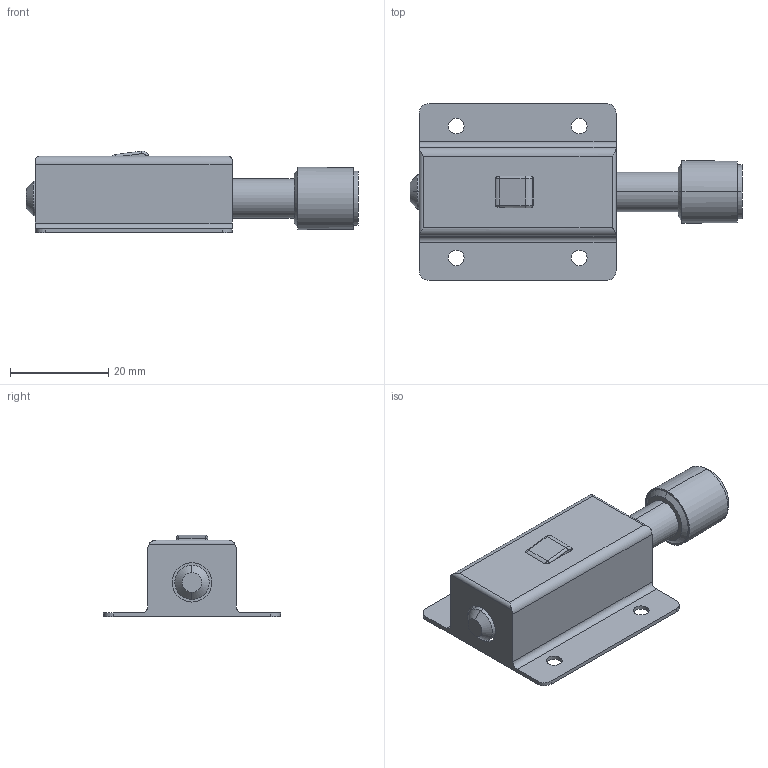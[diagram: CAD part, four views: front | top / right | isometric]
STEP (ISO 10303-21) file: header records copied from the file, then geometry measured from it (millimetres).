
FILE_DESCRIPTION( (''), '2;1');
FILE_NAME ('PC007.1048.TL_449SUS_H_24950.stp','2025-01-14T09:36:37',(''),(''),'spGate 19.8.4 (****-****-****-****)','','');
FILE_SCHEMA (('AUTOMOTIVE_DESIGN'));
Length unit declared in the file: millimetre
Products named in the file (3): Assembly; ケース; ロックボルト
Assembly tree (2 placements, depth 2):
  Assembly
    ケース
    ロックボルト
Bounding box: 67.5 x 36 x 16.61 mm (x, y, z)
Volume: 6501.3 mm3; surface area: 8428.7 mm2
Topology: 2 solids, 2 shells, 91 faces, 225 edges, 146 vertices
Faces by surface type: cylinder 46, plane 35, bspline 10
Entity records: 4718 total; most frequent: CARTESIAN_POINT 672, DIRECTION 455, ORIENTED_EDGE 450, COLOUR_RGB 318, PRESENTATION_STYLE_ASSIGNMENT 318, STYLED_ITEM 318, EDGE_CURVE 225, DRAUGHTING_PRE_DEFINED_CURVE_FONT 225
